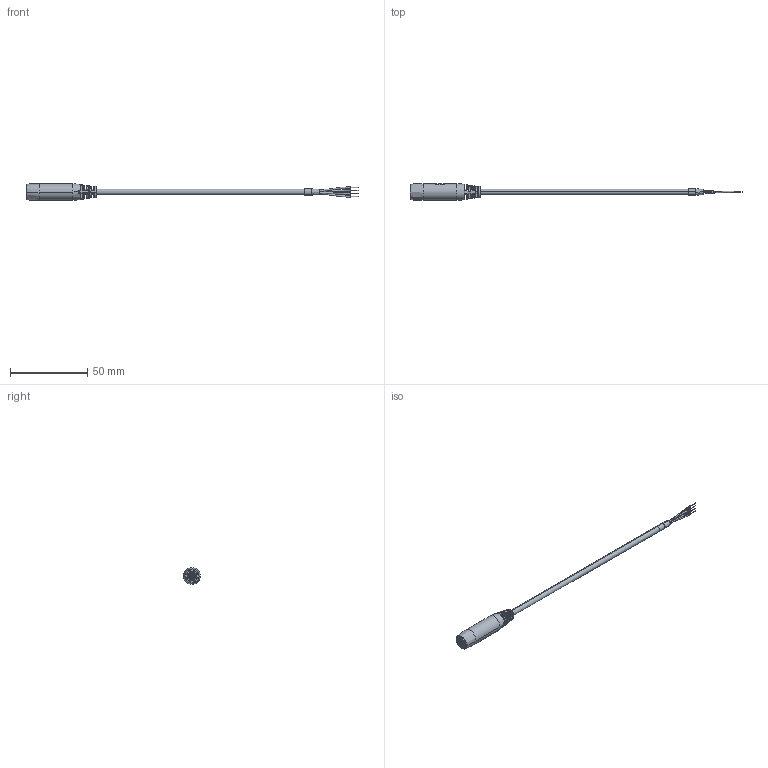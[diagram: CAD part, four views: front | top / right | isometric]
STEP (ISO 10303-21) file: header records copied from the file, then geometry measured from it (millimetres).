
FILE_DESCRIPTION (( 'STEP AP203' ), '1' );
FILE_NAME ('10-02151_revA1.STEP', '2017-03-01T00:24:10', ( '' ), ( '' ), 'SwSTEP 2.0', 'SolidWorks 2015', '' );
FILE_SCHEMA (( 'CONFIG_CONTROL_DESIGN' ));
Length unit declared in the file: millimetre
Products named in the file (10): 50-00041 contact 1; 50-00041 contact 2; 50-00041 ring; 50-00041; 30-00179_s + t; 24-00199; 50-00041 insulator; 50-00041 contact 3; 50-00041 shell; 10-02151_revA1
Assembly tree (9 placements, depth 3):
  10-02151_revA1
    30-00179_s + t
    24-00199
    50-00041
      50-00041 contact 1
      50-00041 contact 2
      50-00041 contact 3
      50-00041 insulator
      50-00041 ring
      50-00041 shell
Bounding box: 215.5 x 11 x 11 mm (x, y, z)
Volume: 5771.5 mm3; surface area: 20577.7 mm2
Topology: 113 solids, 113 shells, 1086 faces, 2503 edges, 1656 vertices
Faces by surface type: cylinder 522, plane 426, bspline 110, torus 26, cone 2
Entity records: 37204 total; most frequent: CARTESIAN_POINT 10964, DIRECTION 5423, ORIENTED_EDGE 4998, EDGE_CURVE 2499, AXIS2_PLACEMENT_3D 2179, VERTEX_POINT 1656, EDGE_LOOP 1259, CIRCLE 1190
